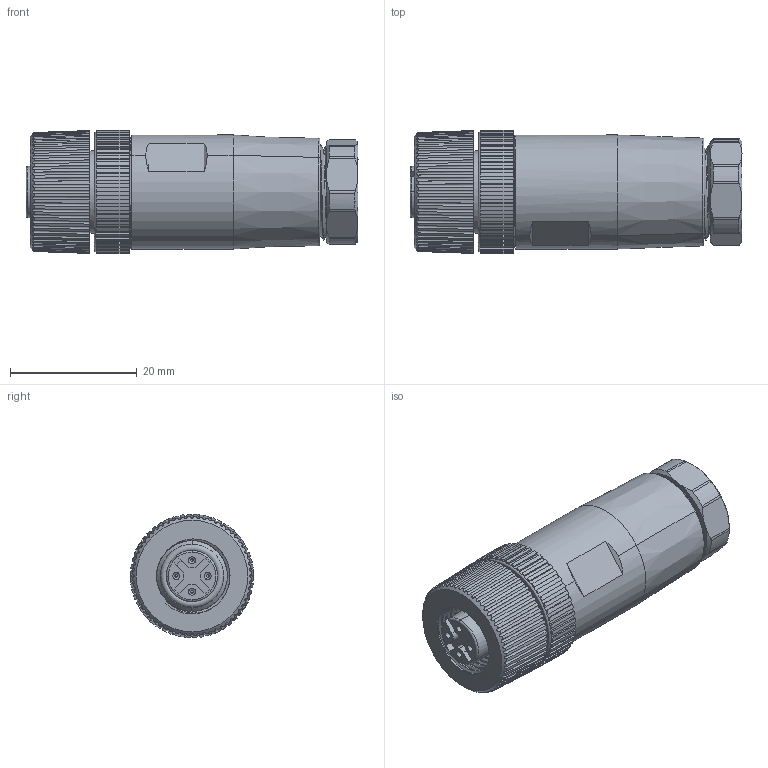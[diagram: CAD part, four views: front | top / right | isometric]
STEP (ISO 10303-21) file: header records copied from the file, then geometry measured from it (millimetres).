
FILE_DESCRIPTION(/* description */ (''),/* implementation_level */ '2;1');
FILE_NAME(/* name */ 'EK4111-0-9.stp',/* time_stamp */ '2023-03-23T15:37:15+08:00',/* author */ (''),/* organization */ (''),/* preprocessor_version */ 'ST-DEVELOPER v16',/* originating_system */ 'SIEMENS PLM Software NX 10.0',/* authorisation */ '');
FILE_SCHEMA (('AP203_CONFIGURATION_CONTROLLED_3D_DESIGN_OF_MECHANICAL_PARTS_AND_ASSEMBLIES_MIM_LF { 1 0 10303 403 2 1 2}'));
Length unit declared in the file: millimetre
Products named in the file (1): dell3CF8548Dykn9
Bounding box: 52.4 x 19.5 x 19.5 mm (x, y, z)
Volume: 12318.7 mm3; surface area: 5159.5 mm2
Topology: 1 solids, 1 shells, 547 faces, 1472 edges, 943 vertices
Faces by surface type: plane 225, cylinder 223, cone 83, torus 9, bspline 7
Full cylindrical faces by diameter (mm): 1.1 x4, 1.58 x4, 10 x1, 11.2 x7, 13 x1
Entity records: 21556 total; most frequent: CARTESIAN_POINT 8307, ORIENTED_EDGE 2834, DIRECTION 2710, EDGE_CURVE 1417, AXIS2_PLACEMENT_3D 1076, VERTEX_POINT 913, EDGE_LOOP 574, LINE 558
